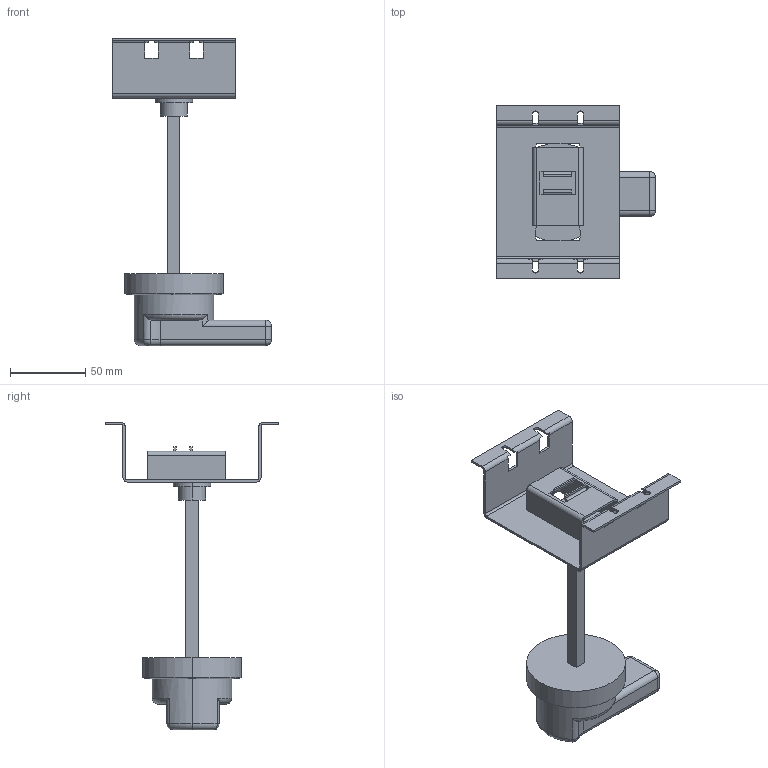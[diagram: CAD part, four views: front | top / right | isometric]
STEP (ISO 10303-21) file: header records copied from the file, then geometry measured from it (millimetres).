
FILE_DESCRIPTION (( 'STEP AP203' ), '1' );
FILE_NAME ('Ðó÷íîé ïîâîðîòíûé ïðèâîä ê ÂÀ-99Ì 100À.STEP', '2018-06-07T13:51:41', ( '' ), ( '' ), 'SwSTEP 2.0', 'SolidWorks 2017', '' );
FILE_SCHEMA (( 'CONFIG_CONTROL_DESIGN' ));
Length unit declared in the file: millimetre
Products named in the file (1): Ðó÷íîé ïîâîðîòíûé ïðèâîä ê ÂÀ-99Ì 100À
Bounding box: 106.04 x 115 x 205.2 mm (x, y, z)
Volume: 166744.4 mm3; surface area: 58761.6 mm2
Topology: 1 solids, 1 shells, 182 faces, 504 edges, 321 vertices
Faces by surface type: plane 101, cylinder 60, torus 6, sphere 6, cone 5, bspline 4
Entity records: 6098 total; most frequent: CARTESIAN_POINT 1344, ORIENTED_EDGE 992, DIRECTION 961, EDGE_CURVE 496, VECTOR 329, LINE 329, VERTEX_POINT 319, AXIS2_PLACEMENT_3D 316
